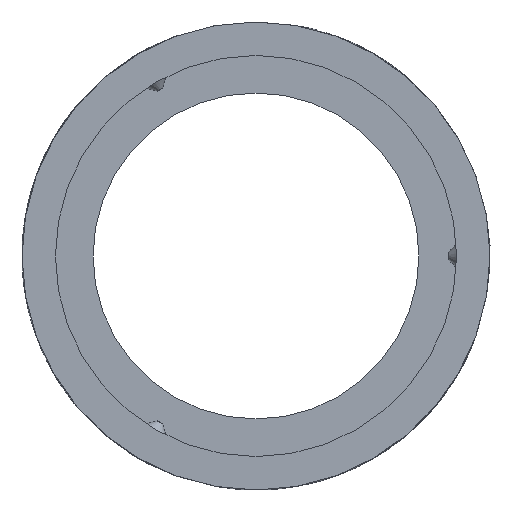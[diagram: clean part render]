
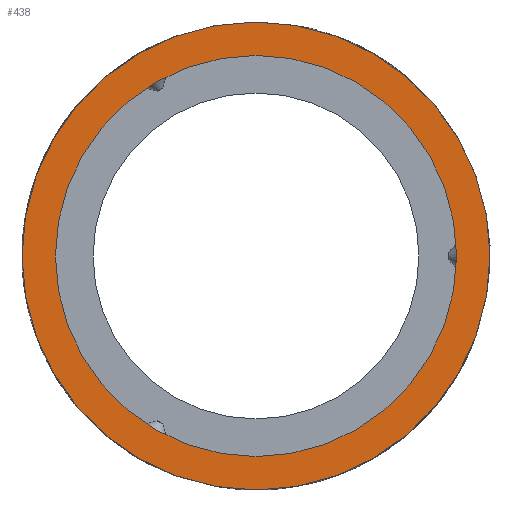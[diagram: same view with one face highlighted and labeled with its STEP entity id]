
A CAD part, left-side view. The second image highlights one B-rep face of the part: STEP entity #438.
In plain terms, the highlighted planar face has unit normal (-1, 0, 0).
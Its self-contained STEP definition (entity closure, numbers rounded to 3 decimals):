
#129=PLANE('',#3489);
#438=ADVANCED_FACE('',(#675,#676),#129,.T.);
#553=CIRCLE('',#3487,24.);
#554=CIRCLE('',#3488,28.);
#675=FACE_BOUND('',#895,.T.);
#676=FACE_BOUND('',#896,.T.);
#895=EDGE_LOOP('',(#1894));
#896=EDGE_LOOP('',(#1895));
#1894=ORIENTED_EDGE('',*,*,#2923,.F.);
#1895=ORIENTED_EDGE('',*,*,#2924,.F.);
#2416=VERTEX_POINT('',#7114);
#2417=VERTEX_POINT('',#7116);
#2923=EDGE_CURVE('',#2416,#2416,#553,.T.);
#2924=EDGE_CURVE('',#2417,#2417,#554,.T.);
#3487=AXIS2_PLACEMENT_3D('',#7113,#3806,#3807);
#3488=AXIS2_PLACEMENT_3D('',#7115,#3808,#3809);
#3489=AXIS2_PLACEMENT_3D('',#7117,#3810,#3811);
#3806=DIRECTION('',(-1.,0.,0.));
#3807=DIRECTION('',(0.,0.5,-0.866));
#3808=DIRECTION('',(1.,0.,0.));
#3809=DIRECTION('',(0.,0.5,-0.866));
#3810=DIRECTION('',(-1.,0.,0.));
#3811=DIRECTION('',(0.,0.5,-0.866));
#7113=CARTESIAN_POINT('',(0.,0.,0.));
#7114=CARTESIAN_POINT('',(0.,12.,-20.785));
#7115=CARTESIAN_POINT('',(0.,0.,0.));
#7116=CARTESIAN_POINT('',(0.,14.,-24.249));
#7117=CARTESIAN_POINT('',(0.,11.274,42.074));
